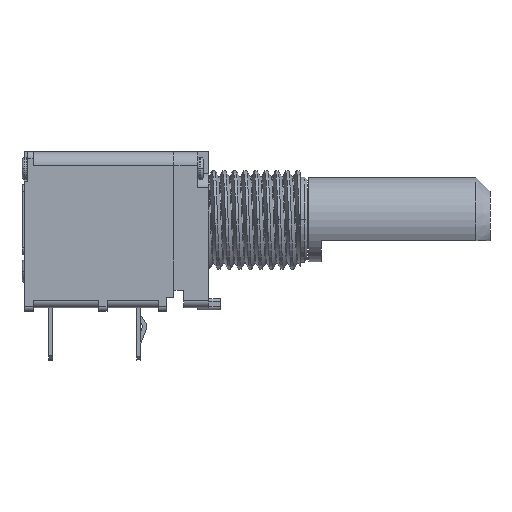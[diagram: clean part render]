
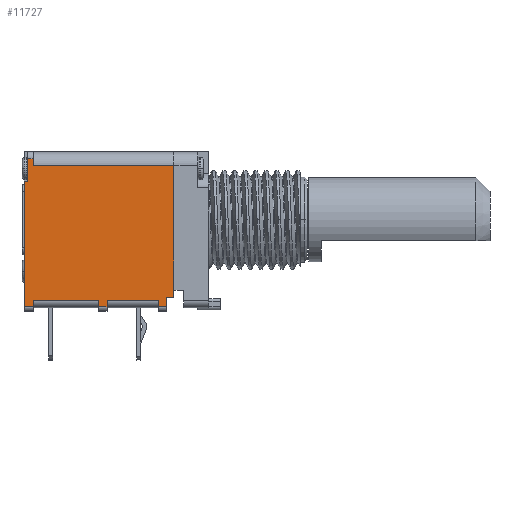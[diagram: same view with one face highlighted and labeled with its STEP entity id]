
A CAD part, left-side view. The second image highlights one B-rep face of the part: STEP entity #11727.
In plain terms, the highlighted planar face has unit normal (-1, 0, 0).
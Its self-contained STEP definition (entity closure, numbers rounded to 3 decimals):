
#116 = LINE ( 'NONE', #4669, #126 ) ;
#126 = VECTOR ( 'NONE', #4685, 1000. ) ;
#152 = LINE ( 'NONE', #4711, #153 ) ;
#153 = VECTOR ( 'NONE', #4712, 1000. ) ;
#1629 = CARTESIAN_POINT ( 'NONE',  ( -4.75, 3., 0.3 ) ) ;
#1636 = CARTESIAN_POINT ( 'NONE',  ( -4.75, 12.9, 9.2 ) ) ;
#1641 = CARTESIAN_POINT ( 'NONE',  ( -4.75, 7.85, 0.75 ) ) ;
#1654 = CARTESIAN_POINT ( 'NONE',  ( -4.75, 12.9, 10.85 ) ) ;
#1655 = CARTESIAN_POINT ( 'NONE',  ( -4.75, 3., 1. ) ) ;
#1662 = CARTESIAN_POINT ( 'NONE',  ( -4.75, 2.5, 1.5 ) ) ;
#1703 = CARTESIAN_POINT ( 'NONE',  ( -4.75, 12.5, 0.75 ) ) ;
#1707 = CARTESIAN_POINT ( 'NONE',  ( -4.75, 2.5, 10.35 ) ) ;
#1708 = CARTESIAN_POINT ( 'NONE',  ( -4.75, 7.25, 0.75 ) ) ;
#1710 = CARTESIAN_POINT ( 'NONE',  ( -4.75, 12.5, 0.3 ) ) ;
#1712 = CARTESIAN_POINT ( 'NONE',  ( -4.75, 2.5, 1. ) ) ;
#1713 = CARTESIAN_POINT ( 'NONE',  ( -4.75, 12.5, 10.85 ) ) ;
#2129 = LINE ( 'NONE', #4772, #2148 ) ;
#2148 = VECTOR ( 'NONE', #4773, 1000. ) ;
#2171 = LINE ( 'NONE', #4800, #2179 ) ;
#2179 = VECTOR ( 'NONE', #4807, 1000. ) ;
#2204 = LINE ( 'NONE', #4831, #2205 ) ;
#2205 = VECTOR ( 'NONE', #4832, 1000. ) ;
#2243 = LINE ( 'NONE', #6123, #2246 ) ;
#2246 = VECTOR ( 'NONE', #6126, 1000. ) ;
#2262 = LINE ( 'NONE', #6143, #2263 ) ;
#2263 = VECTOR ( 'NONE', #6144, 1000. ) ;
#2296 = LINE ( 'NONE', #6244, #2357 ) ;
#2300 = LINE ( 'NONE', #6190, #2301 ) ;
#2301 = VECTOR ( 'NONE', #6191, 1000. ) ;
#2325 = LINE ( 'NONE', #6218, #2326 ) ;
#2326 = VECTOR ( 'NONE', #6219, 1000. ) ;
#2327 = LINE ( 'NONE', #6220, #2328 ) ;
#2328 = VECTOR ( 'NONE', #6221, 1000. ) ;
#2339 = LINE ( 'NONE', #6232, #2340 ) ;
#2340 = VECTOR ( 'NONE', #6233, 1000. ) ;
#2345 = LINE ( 'NONE', #6238, #2346 ) ;
#2346 = VECTOR ( 'NONE', #6239, 1000. ) ;
#2348 = LINE ( 'NONE', #6250, #2359 ) ;
#2353 = LINE ( 'NONE', #6246, #2354 ) ;
#2354 = VECTOR ( 'NONE', #6247, 1000. ) ;
#2357 = VECTOR ( 'NONE', #6251, 1000. ) ;
#2359 = VECTOR ( 'NONE', #6253, 1000. ) ;
#2361 = LINE ( 'NONE', #6255, #2362 ) ;
#2362 = VECTOR ( 'NONE', #6256, 1000. ) ;
#2371 = VECTOR ( 'NONE', #6289, 1000. ) ;
#2375 = VECTOR ( 'NONE', #6304, 1000. ) ;
#2381 = LINE ( 'NONE', #6288, #2371 ) ;
#2385 = LINE ( 'NONE', #6290, #2386 ) ;
#2386 = VECTOR ( 'NONE', #6291, 1000. ) ;
#2391 = LINE ( 'NONE', #6303, #2375 ) ;
#2568 = CARTESIAN_POINT ( 'NONE',  ( -4.75, 12.5, 10.35 ) ) ;
#2572 = CARTESIAN_POINT ( 'NONE',  ( -4.75, 7.25, 0.3 ) ) ;
#2604 = CARTESIAN_POINT ( 'NONE',  ( -4.75, 7.85, 0.3 ) ) ;
#2605 = CARTESIAN_POINT ( 'NONE',  ( -4.75, 13.15, 9.2 ) ) ;
#2615 = CARTESIAN_POINT ( 'NONE',  ( -4.75, 3.6, 0.3 ) ) ;
#2628 = CARTESIAN_POINT ( 'NONE',  ( -4.75, 3.6, 0.75 ) ) ;
#2630 = CARTESIAN_POINT ( 'NONE',  ( -4.75, 13.15, 0.3 ) ) ;
#3585 = EDGE_CURVE ( 'NONE', #11372, #11419, #116, .T. ) ;
#3598 = EDGE_CURVE ( 'NONE', #11424, #11372, #152, .T. ) ;
#3625 = EDGE_CURVE ( 'NONE', #5664, #11419, #2129, .T. ) ;
#3641 = EDGE_CURVE ( 'NONE', #11415, #11349, #2171, .T. ) ;
#3654 = EDGE_CURVE ( 'NONE', #5728, #11422, #2204, .T. ) ;
#3677 = EDGE_CURVE ( 'NONE', #11344, #5703, #2243, .T. ) ;
#3686 = EDGE_CURVE ( 'NONE', #11420, #5668, #2262, .T. ) ;
#3707 = EDGE_CURVE ( 'NONE', #5728, #5703, #2300, .T. ) ;
#3720 = EDGE_CURVE ( 'NONE', #11420, #5726, #2325, .T. ) ;
#3721 = EDGE_CURVE ( 'NONE', #11363, #11424, #2327, .T. ) ;
#3727 = EDGE_CURVE ( 'NONE', #5713, #11332, #2339, .T. ) ;
#3730 = EDGE_CURVE ( 'NONE', #5702, #11349, #2345, .T. ) ;
#3734 = EDGE_CURVE ( 'NONE', #11332, #11363, #2353, .T. ) ;
#3736 = EDGE_CURVE ( 'NONE', #5668, #5702, #2296, .T. ) ;
#3737 = EDGE_CURVE ( 'NONE', #11362, #11344, #2348, .T. ) ;
#3738 = EDGE_CURVE ( 'NONE', #11362, #11425, #2361, .T. ) ;
#3752 = EDGE_CURVE ( 'NONE', #5726, #5713, #2381, .T. ) ;
#3753 = EDGE_CURVE ( 'NONE', #5664, #11425, #2385, .T. ) ;
#3758 = EDGE_CURVE ( 'NONE', #11422, #11415, #2391, .T. ) ;
#4227 = EDGE_LOOP ( 'NONE', ( #11898, #11899, #11900, #11901, #11904, #11865, #10567, #10568, #10569, #10570, #10571, #10572, #10576, #11875, #11876, #10643, #11872, #11874, #11873 ) ) ;
#4669 = CARTESIAN_POINT ( 'NONE',  ( -4.75, 2.5, 10.35 ) ) ;
#4685 = DIRECTION ( 'NONE',  ( 0., 0., 1. ) ) ;
#4711 = CARTESIAN_POINT ( 'NONE',  ( -4.75, 2.5, 10.35 ) ) ;
#4712 = DIRECTION ( 'NONE',  ( 0., 0., 1. ) ) ;
#4772 = CARTESIAN_POINT ( 'NONE',  ( -4.75, 12.5, 10.35 ) ) ;
#4773 = DIRECTION ( 'NONE',  ( 0., -1., 0. ) ) ;
#4800 = CARTESIAN_POINT ( 'NONE',  ( -4.75, 12.5, 0.75 ) ) ;
#4807 = DIRECTION ( 'NONE',  ( 0., -1., 0. ) ) ;
#4831 = CARTESIAN_POINT ( 'NONE',  ( -4.75, 13.15, 0.3 ) ) ;
#4832 = DIRECTION ( 'NONE',  ( 0., -1., 0. ) ) ;
#5664 = VERTEX_POINT ( 'NONE', #2568 ) ;
#5668 = VERTEX_POINT ( 'NONE', #2572 ) ;
#5702 = VERTEX_POINT ( 'NONE', #2604 ) ;
#5703 = VERTEX_POINT ( 'NONE', #2605 ) ;
#5713 = VERTEX_POINT ( 'NONE', #2615 ) ;
#5726 = VERTEX_POINT ( 'NONE', #2628 ) ;
#5728 = VERTEX_POINT ( 'NONE', #2630 ) ;
#6123 = CARTESIAN_POINT ( 'NONE',  ( -4.75, 9.631, 9.2 ) ) ;
#6126 = DIRECTION ( 'NONE',  ( 0., 1., 0. ) ) ;
#6143 = CARTESIAN_POINT ( 'NONE',  ( -4.75, 7.25, 0.75 ) ) ;
#6144 = DIRECTION ( 'NONE',  ( 0., 0., -1. ) ) ;
#6190 = CARTESIAN_POINT ( 'NONE',  ( -4.75, 13.15, 10.85 ) ) ;
#6191 = DIRECTION ( 'NONE',  ( 0., 0., 1. ) ) ;
#6218 = CARTESIAN_POINT ( 'NONE',  ( -4.75, 8.725, 0.75 ) ) ;
#6219 = DIRECTION ( 'NONE',  ( 0., -1., 0. ) ) ;
#6220 = CARTESIAN_POINT ( 'NONE',  ( -4.75, 3., 1. ) ) ;
#6221 = DIRECTION ( 'NONE',  ( 0., -1., 0. ) ) ;
#6232 = CARTESIAN_POINT ( 'NONE',  ( -4.75, 3.6, 0.3 ) ) ;
#6233 = DIRECTION ( 'NONE',  ( 0., -1., 0. ) ) ;
#6238 = CARTESIAN_POINT ( 'NONE',  ( -4.75, 7.85, 0.3 ) ) ;
#6239 = DIRECTION ( 'NONE',  ( 0., 0., 1. ) ) ;
#6244 = CARTESIAN_POINT ( 'NONE',  ( -4.75, 7.22, 0.3 ) ) ;
#6246 = CARTESIAN_POINT ( 'NONE',  ( -4.75, 3., 3.25 ) ) ;
#6247 = DIRECTION ( 'NONE',  ( 0., 0., 1. ) ) ;
#6250 = CARTESIAN_POINT ( 'NONE',  ( -4.75, 12.9, 9.2 ) ) ;
#6251 = DIRECTION ( 'NONE',  ( 0., 1., 0. ) ) ;
#6253 = DIRECTION ( 'NONE',  ( 0., 0., -1. ) ) ;
#6255 = CARTESIAN_POINT ( 'NONE',  ( -4.75, 13.15, 10.85 ) ) ;
#6256 = DIRECTION ( 'NONE',  ( 0., -1., 0. ) ) ;
#6288 = CARTESIAN_POINT ( 'NONE',  ( -4.75, 3.6, 0.75 ) ) ;
#6289 = DIRECTION ( 'NONE',  ( 0., 0., -1. ) ) ;
#6290 = CARTESIAN_POINT ( 'NONE',  ( -4.75, 12.5, 10.85 ) ) ;
#6291 = DIRECTION ( 'NONE',  ( 0., 0., 1. ) ) ;
#6303 = CARTESIAN_POINT ( 'NONE',  ( -4.75, 12.5, 10.85 ) ) ;
#6304 = DIRECTION ( 'NONE',  ( 0., 0., 1. ) ) ;
#9152 = AXIS2_PLACEMENT_3D ( 'NONE', #10268, #10278, #10279 ) ;
#10268 = CARTESIAN_POINT ( 'NONE',  ( -4.75, 12.5, 10.35 ) ) ;
#10269 = PLANE ( 'NONE',  #9152 ) ;
#10278 = DIRECTION ( 'NONE',  ( -1., 0., 0. ) ) ;
#10279 = DIRECTION ( 'NONE',  ( 0., 0., -1. ) ) ;
#10567 = ORIENTED_EDGE ( 'NONE', *, *, #3677, .T. ) ;
#10568 = ORIENTED_EDGE ( 'NONE', *, *, #3707, .F. ) ;
#10569 = ORIENTED_EDGE ( 'NONE', *, *, #3654, .T. ) ;
#10570 = ORIENTED_EDGE ( 'NONE', *, *, #3758, .T. ) ;
#10571 = ORIENTED_EDGE ( 'NONE', *, *, #3641, .T. ) ;
#10572 = ORIENTED_EDGE ( 'NONE', *, *, #3730, .F. ) ;
#10576 = ORIENTED_EDGE ( 'NONE', *, *, #3736, .F. ) ;
#10643 = ORIENTED_EDGE ( 'NONE', *, *, #3752, .T. ) ;
#11332 = VERTEX_POINT ( 'NONE', #1629 ) ;
#11344 = VERTEX_POINT ( 'NONE', #1636 ) ;
#11349 = VERTEX_POINT ( 'NONE', #1641 ) ;
#11362 = VERTEX_POINT ( 'NONE', #1654 ) ;
#11363 = VERTEX_POINT ( 'NONE', #1655 ) ;
#11372 = VERTEX_POINT ( 'NONE', #1662 ) ;
#11415 = VERTEX_POINT ( 'NONE', #1703 ) ;
#11419 = VERTEX_POINT ( 'NONE', #1707 ) ;
#11420 = VERTEX_POINT ( 'NONE', #1708 ) ;
#11422 = VERTEX_POINT ( 'NONE', #1710 ) ;
#11424 = VERTEX_POINT ( 'NONE', #1712 ) ;
#11425 = VERTEX_POINT ( 'NONE', #1713 ) ;
#11505 = FACE_OUTER_BOUND ( 'NONE', #4227, .T. ) ;
#11727 = ADVANCED_FACE ( 'NONE', ( #11505 ), #10269, .T. ) ;
#11865 = ORIENTED_EDGE ( 'NONE', *, *, #3737, .T. ) ;
#11872 = ORIENTED_EDGE ( 'NONE', *, *, #3727, .T. ) ;
#11873 = ORIENTED_EDGE ( 'NONE', *, *, #3721, .T. ) ;
#11874 = ORIENTED_EDGE ( 'NONE', *, *, #3734, .T. ) ;
#11875 = ORIENTED_EDGE ( 'NONE', *, *, #3686, .F. ) ;
#11876 = ORIENTED_EDGE ( 'NONE', *, *, #3720, .T. ) ;
#11898 = ORIENTED_EDGE ( 'NONE', *, *, #3598, .T. ) ;
#11899 = ORIENTED_EDGE ( 'NONE', *, *, #3585, .T. ) ;
#11900 = ORIENTED_EDGE ( 'NONE', *, *, #3625, .F. ) ;
#11901 = ORIENTED_EDGE ( 'NONE', *, *, #3753, .T. ) ;
#11904 = ORIENTED_EDGE ( 'NONE', *, *, #3738, .F. ) ;
